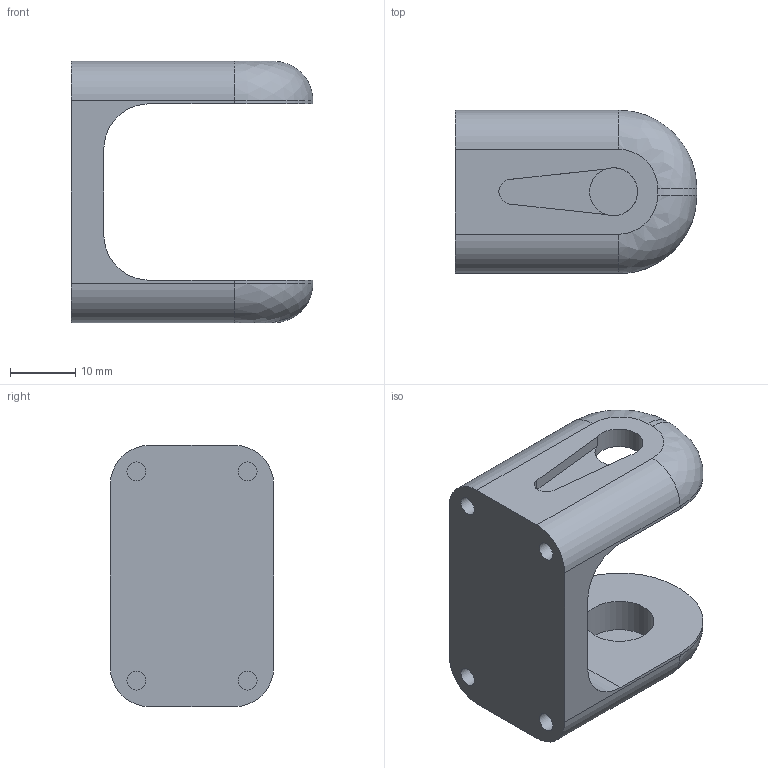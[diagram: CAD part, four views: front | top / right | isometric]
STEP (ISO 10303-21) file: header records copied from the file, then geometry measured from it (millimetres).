
FILE_DESCRIPTION(('FreeCAD Model'),'2;1');
FILE_NAME('servo_arm_sustraction_f_s_s.step' ,'2015-04-07T19:58:37',('Author'),(''), 'Open CASCADE STEP processor 6.8','FreeCAD','Unknown');
FILE_SCHEMA(('AUTOMOTIVE_DESIGN_CC2 { 1 2 10303 214 -1 1 5 4 }'));
Length unit declared in the file: millimetre
Products named in the file (1): servo_a_sust_f_s_s_tpsg90_adapt
Bounding box: 37 x 25 x 40 mm (x, y, z)
Volume: 11926.9 mm3; surface area: 6556.9 mm2
Topology: 1 solids, 1 shells, 43 faces, 97 edges, 62 vertices
Faces by surface type: cylinder 20, plane 19, revolution 4
Full cylindrical faces by diameter (mm): 2.9 x4, 7.35 x1, 10.6 x1, 18 x1
Entity records: 2884 total; most frequent: CARTESIAN_POINT 574, DIRECTION 385, ORIENTED_EDGE 194, PCURVE 194, DEFINITIONAL_REPRESENTATION 194, LINE 189, VECTOR 189, EDGE_CURVE 97
